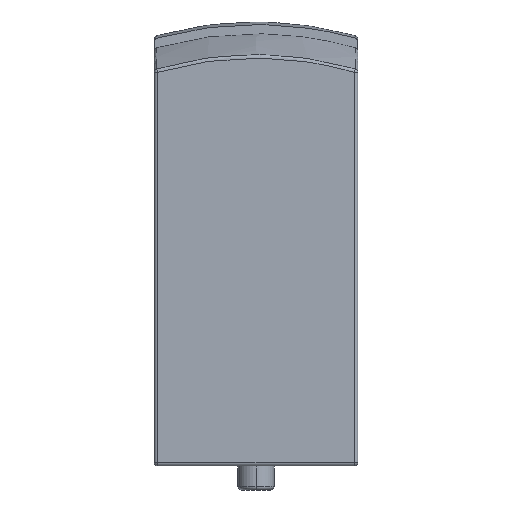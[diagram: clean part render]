
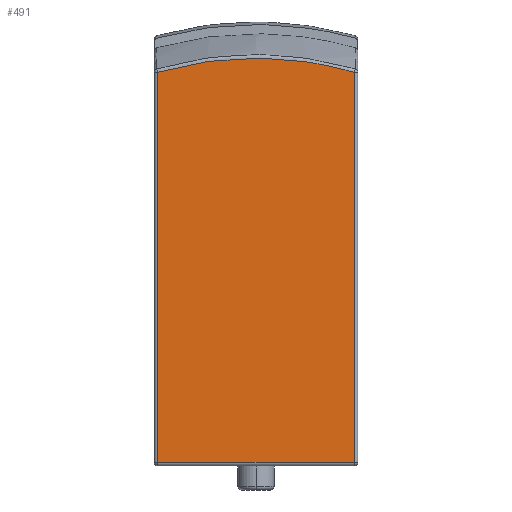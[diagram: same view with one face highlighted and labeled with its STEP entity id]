
A CAD part, left-side view. The second image highlights one B-rep face of the part: STEP entity #491.
In plain terms, the highlighted planar face has unit normal (-1, 0, 0).
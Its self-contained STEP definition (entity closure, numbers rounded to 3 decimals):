
#443=CARTESIAN_POINT('Axis2P3D Location',(-15.3,0.,0.)) ;
#448=CARTESIAN_POINT('Line Origine',(-15.3,-13.5,23.289)) ;
#452=CARTESIAN_POINT('Vertex',(-15.3,-13.5,50.078)) ;
#454=CARTESIAN_POINT('Vertex',(-15.3,-13.5,-3.5)) ;
#458=CARTESIAN_POINT('Control Point',(-15.3,13.5,50.078)) ;
#459=CARTESIAN_POINT('Control Point',(-15.3,9.767,51.165)) ;
#460=CARTESIAN_POINT('Control Point',(-15.3,5.979,51.891)) ;
#461=CARTESIAN_POINT('Control Point',(-15.3,2.161,52.229)) ;
#462=CARTESIAN_POINT('Control Point',(-15.3,-3.289,52.142)) ;
#463=CARTESIAN_POINT('Control Point',(-15.3,-8.691,51.27)) ;
#464=CARTESIAN_POINT('Control Point',(-15.3,-10.296,50.941)) ;
#465=CARTESIAN_POINT('Control Point',(-15.3,-11.897,50.544)) ;
#466=CARTESIAN_POINT('Control Point',(-15.3,-13.487,50.082)) ;
#467=CARTESIAN_POINT('Control Point',(-15.3,-13.492,50.08)) ;
#468=CARTESIAN_POINT('Control Point',(-15.3,-13.496,50.079)) ;
#469=CARTESIAN_POINT('Control Point',(-15.3,-13.5,50.078)) ;
#470=CARTESIAN_POINT('Vertex',(-15.3,13.5,50.078)) ;
#473=CARTESIAN_POINT('Line Origine',(-15.3,13.5,23.289)) ;
#477=CARTESIAN_POINT('Vertex',(-15.3,13.5,-3.5)) ;
#480=CARTESIAN_POINT('Line Origine',(-15.3,0.,-3.5)) ;
#444=DIRECTION('Axis2P3D Direction',(1.,0.,0.)) ;
#445=DIRECTION('Axis2P3D XDirection',(0.,1.,0.)) ;
#449=DIRECTION('Vector Direction',(0.,0.,1.)) ;
#474=DIRECTION('Vector Direction',(0.,0.,1.)) ;
#481=DIRECTION('Vector Direction',(0.,-1.,0.)) ;
#446=AXIS2_PLACEMENT_3D('Plane Axis2P3D',#443,#444,#445) ;
#486=ORIENTED_EDGE('',*,*,#456,.F.) ;
#487=ORIENTED_EDGE('',*,*,#472,.F.) ;
#488=ORIENTED_EDGE('',*,*,#479,.F.) ;
#489=ORIENTED_EDGE('',*,*,#484,.T.) ;
#450=VECTOR('Line Direction',#449,1.) ;
#475=VECTOR('Line Direction',#474,1.) ;
#482=VECTOR('Line Direction',#481,1.) ;
#491=ADVANCED_FACE('Corps principal',(#490),#447,.F.) ;
#457=B_SPLINE_CURVE_WITH_KNOTS('',5,(#458,#459,#460,#461,#462,#463,#464,#465,#466,#467,#468,#469),.UNSPECIFIED.,.F.,.U.,(6,3,3,6),(8.943,36.194,47.776,47.807),.UNSPECIFIED.) ;
#456=EDGE_CURVE('',#453,#455,#451,.F.) ;
#472=EDGE_CURVE('',#471,#453,#457,.T.) ;
#479=EDGE_CURVE('',#478,#471,#476,.T.) ;
#484=EDGE_CURVE('',#478,#455,#483,.T.) ;
#485=EDGE_LOOP('',(#486,#487,#488,#489)) ;
#490=FACE_OUTER_BOUND('',#485,.T.) ;
#451=LINE('Line',#448,#450) ;
#476=LINE('Line',#473,#475) ;
#483=LINE('Line',#480,#482) ;
#447=PLANE('Plane',#446) ;
#453=VERTEX_POINT('',#452) ;
#455=VERTEX_POINT('',#454) ;
#471=VERTEX_POINT('',#470) ;
#478=VERTEX_POINT('',#477) ;
